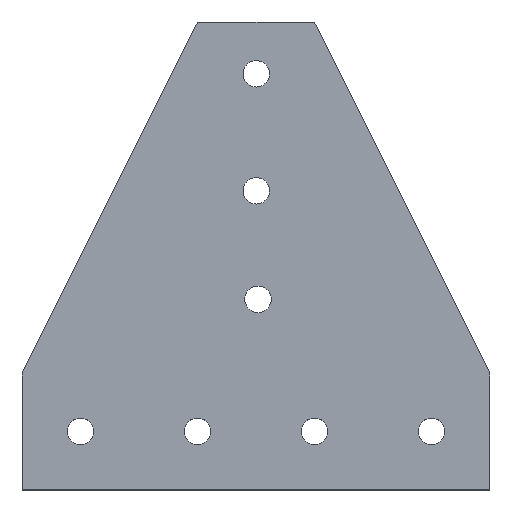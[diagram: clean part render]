
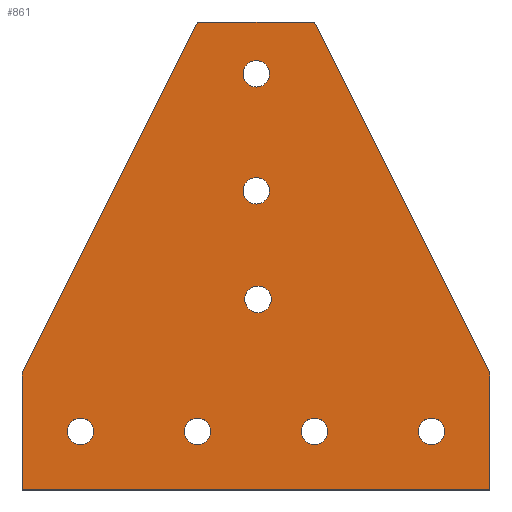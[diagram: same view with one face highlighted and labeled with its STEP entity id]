
A CAD part, top view. The second image highlights one B-rep face of the part: STEP entity #861.
In plain terms, the highlighted planar face has unit normal (0, 0, 1).
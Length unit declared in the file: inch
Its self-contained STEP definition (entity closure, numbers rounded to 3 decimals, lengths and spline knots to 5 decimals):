
#135=CARTESIAN_POINT('',(1.67,0.0,0.25));
#136=VERTEX_POINT('',#135);
#145=CARTESIAN_POINT('',(1.33,0.,0.25));
#146=VERTEX_POINT('',#145);
#147=CARTESIAN_POINT('',(1.5,0.0,0.25));
#148=DIRECTION('',(0.0,0.0,-1.0));
#149=DIRECTION('',(1.0,0.0,0.0));
#150=AXIS2_PLACEMENT_3D('',#147,#148,#149);
#151=CIRCLE('',#150,0.17);
#152=EDGE_CURVE('',#146,#136,#151,.T.);
#177=CARTESIAN_POINT('',(3.17,0.0,0.25));
#178=VERTEX_POINT('',#177);
#187=CARTESIAN_POINT('',(2.83,0.,0.25));
#188=VERTEX_POINT('',#187);
#189=CARTESIAN_POINT('',(3.0,0.0,0.25));
#190=DIRECTION('',(0.0,0.0,-1.0));
#191=DIRECTION('',(1.0,0.0,0.0));
#192=AXIS2_PLACEMENT_3D('',#189,#190,#191);
#193=CIRCLE('',#192,0.17);
#194=EDGE_CURVE('',#188,#178,#193,.T.);
#219=CARTESIAN_POINT('',(2.4455,1.6939,0.25));
#220=VERTEX_POINT('',#219);
#229=CARTESIAN_POINT('',(2.1055,1.6939,0.25));
#230=VERTEX_POINT('',#229);
#231=CARTESIAN_POINT('',(2.2755,1.6939,0.25));
#232=DIRECTION('',(0.0,0.0,-1.0));
#233=DIRECTION('',(1.0,0.0,0.0));
#234=AXIS2_PLACEMENT_3D('',#231,#232,#233);
#235=CIRCLE('',#234,0.17);
#236=EDGE_CURVE('',#230,#220,#235,.T.);
#261=CARTESIAN_POINT('',(2.42488,4.58538,0.25));
#262=VERTEX_POINT('',#261);
#271=CARTESIAN_POINT('',(2.08488,4.58538,0.25));
#272=VERTEX_POINT('',#271);
#273=CARTESIAN_POINT('',(2.25488,4.58538,0.25));
#274=DIRECTION('',(0.0,0.0,-1.0));
#275=DIRECTION('',(1.0,0.0,0.0));
#276=AXIS2_PLACEMENT_3D('',#273,#274,#275);
#277=CIRCLE('',#276,0.17);
#278=EDGE_CURVE('',#272,#262,#277,.T.);
#303=CARTESIAN_POINT('',(2.42488,3.08538,0.25));
#304=VERTEX_POINT('',#303);
#313=CARTESIAN_POINT('',(2.08488,3.08538,0.25));
#314=VERTEX_POINT('',#313);
#315=CARTESIAN_POINT('',(2.25488,3.08538,0.25));
#316=DIRECTION('',(0.0,0.0,-1.0));
#317=DIRECTION('',(1.0,0.0,0.0));
#318=AXIS2_PLACEMENT_3D('',#315,#316,#317);
#319=CIRCLE('',#318,0.17);
#320=EDGE_CURVE('',#314,#304,#319,.T.);
#345=CARTESIAN_POINT('',(4.67,0.0,0.25));
#346=VERTEX_POINT('',#345);
#355=CARTESIAN_POINT('',(4.33,0.,0.25));
#356=VERTEX_POINT('',#355);
#357=CARTESIAN_POINT('',(4.5,0.0,0.25));
#358=DIRECTION('',(0.0,0.0,-1.0));
#359=DIRECTION('',(1.0,0.0,0.0));
#360=AXIS2_PLACEMENT_3D('',#357,#358,#359);
#361=CIRCLE('',#360,0.17);
#362=EDGE_CURVE('',#356,#346,#361,.T.);
#387=CARTESIAN_POINT('',(0.17,0.0,0.25));
#388=VERTEX_POINT('',#387);
#397=CARTESIAN_POINT('',(-0.17,0.,0.25));
#398=VERTEX_POINT('',#397);
#399=CARTESIAN_POINT('',(0.0,0.0,0.25));
#400=DIRECTION('',(0.0,0.0,-1.0));
#401=DIRECTION('',(1.0,0.0,0.0));
#402=AXIS2_PLACEMENT_3D('',#399,#400,#401);
#403=CIRCLE('',#402,0.17);
#404=EDGE_CURVE('',#398,#388,#403,.T.);
#438=CARTESIAN_POINT('',(0.0,0.0,0.25));
#439=DIRECTION('',(0.0,0.0,-1.0));
#440=DIRECTION('',(1.0,0.0,0.0));
#441=AXIS2_PLACEMENT_3D('',#438,#439,#440);
#442=CIRCLE('',#441,0.17);
#443=EDGE_CURVE('',#388,#398,#442,.T.);
#462=CARTESIAN_POINT('',(4.5,0.0,0.25));
#463=DIRECTION('',(0.0,0.0,-1.0));
#464=DIRECTION('',(1.0,0.0,0.0));
#465=AXIS2_PLACEMENT_3D('',#462,#463,#464);
#466=CIRCLE('',#465,0.17);
#467=EDGE_CURVE('',#346,#356,#466,.T.);
#486=CARTESIAN_POINT('',(2.25488,3.08538,0.25));
#487=DIRECTION('',(0.0,0.0,-1.0));
#488=DIRECTION('',(1.0,0.0,0.0));
#489=AXIS2_PLACEMENT_3D('',#486,#487,#488);
#490=CIRCLE('',#489,0.17);
#491=EDGE_CURVE('',#304,#314,#490,.T.);
#510=CARTESIAN_POINT('',(2.25488,4.58538,0.25));
#511=DIRECTION('',(0.0,0.0,-1.0));
#512=DIRECTION('',(1.0,0.0,0.0));
#513=AXIS2_PLACEMENT_3D('',#510,#511,#512);
#514=CIRCLE('',#513,0.17);
#515=EDGE_CURVE('',#262,#272,#514,.T.);
#534=CARTESIAN_POINT('',(2.2755,1.6939,0.25));
#535=DIRECTION('',(0.0,0.0,-1.0));
#536=DIRECTION('',(1.0,0.0,0.0));
#537=AXIS2_PLACEMENT_3D('',#534,#535,#536);
#538=CIRCLE('',#537,0.17);
#539=EDGE_CURVE('',#220,#230,#538,.T.);
#558=CARTESIAN_POINT('',(3.0,0.0,0.25));
#559=DIRECTION('',(0.0,0.0,-1.0));
#560=DIRECTION('',(1.0,0.0,0.0));
#561=AXIS2_PLACEMENT_3D('',#558,#559,#560);
#562=CIRCLE('',#561,0.17);
#563=EDGE_CURVE('',#178,#188,#562,.T.);
#582=CARTESIAN_POINT('',(1.5,0.0,0.25));
#583=DIRECTION('',(0.0,0.0,-1.0));
#584=DIRECTION('',(1.0,0.0,0.0));
#585=AXIS2_PLACEMENT_3D('',#582,#583,#584);
#586=CIRCLE('',#585,0.17);
#587=EDGE_CURVE('',#136,#146,#586,.T.);
#597=CARTESIAN_POINT('',(-0.75,-0.75,0.25));
#598=VERTEX_POINT('',#597);
#599=CARTESIAN_POINT('',(-0.75,0.75,0.25));
#600=VERTEX_POINT('',#599);
#601=CARTESIAN_POINT('',(-0.75,-0.75,0.25));
#602=DIRECTION('',(0.0,1.0,0.0));
#603=VECTOR('',#602,1.5);
#604=LINE('',#601,#603);
#605=EDGE_CURVE('',#598,#600,#604,.T.);
#637=CARTESIAN_POINT('',(1.5,5.25,0.25));
#638=VERTEX_POINT('',#637);
#639=CARTESIAN_POINT('',(-0.75,0.75,0.25));
#640=DIRECTION('',(0.447,0.894,0.0));
#641=VECTOR('',#640,5.03115);
#642=LINE('',#639,#641);
#643=EDGE_CURVE('',#600,#638,#642,.T.);
#668=CARTESIAN_POINT('',(3.0,5.25,0.25));
#669=VERTEX_POINT('',#668);
#670=CARTESIAN_POINT('',(1.5,5.25,0.25));
#671=DIRECTION('',(1.0,0.0,0.0));
#672=VECTOR('',#671,1.5);
#673=LINE('',#670,#672);
#674=EDGE_CURVE('',#638,#669,#673,.T.);
#699=CARTESIAN_POINT('',(5.25,0.75,0.25));
#700=VERTEX_POINT('',#699);
#701=CARTESIAN_POINT('',(3.0,5.25,0.25));
#702=DIRECTION('',(0.447,-0.894,0.0));
#703=VECTOR('',#702,5.03115);
#704=LINE('',#701,#703);
#705=EDGE_CURVE('',#669,#700,#704,.T.);
#730=CARTESIAN_POINT('',(5.25,-0.75,0.25));
#731=VERTEX_POINT('',#730);
#732=CARTESIAN_POINT('',(5.25,0.75,0.25));
#733=DIRECTION('',(0.0,-1.0,0.0));
#734=VECTOR('',#733,1.5);
#735=LINE('',#732,#734);
#736=EDGE_CURVE('',#700,#731,#735,.T.);
#761=CARTESIAN_POINT('',(5.25,-0.75,0.25));
#762=DIRECTION('',(-1.0,0.0,0.0));
#763=VECTOR('',#762,6.0);
#764=LINE('',#761,#763);
#765=EDGE_CURVE('',#731,#598,#764,.T.);
#820=CARTESIAN_POINT('',(-0.75,-0.75,0.25));
#821=DIRECTION('',(0.0,0.0,-1.0));
#822=DIRECTION('',(-1.0,0.0,0.0));
#823=AXIS2_PLACEMENT_3D('',#820,#821,#822);
#824=PLANE('',#823);
#825=ORIENTED_EDGE('',*,*,#605,.F.);
#826=ORIENTED_EDGE('',*,*,#765,.F.);
#827=ORIENTED_EDGE('',*,*,#736,.F.);
#828=ORIENTED_EDGE('',*,*,#705,.F.);
#829=ORIENTED_EDGE('',*,*,#674,.F.);
#830=ORIENTED_EDGE('',*,*,#643,.F.);
#831=EDGE_LOOP('',(#825,#826,#827,#828,#829,#830));
#832=FACE_OUTER_BOUND('',#831,.T.);
#833=ORIENTED_EDGE('',*,*,#443,.T.);
#834=ORIENTED_EDGE('',*,*,#404,.T.);
#835=EDGE_LOOP('',(#833,#834));
#836=FACE_BOUND('',#835,.T.);
#837=ORIENTED_EDGE('',*,*,#467,.T.);
#838=ORIENTED_EDGE('',*,*,#362,.T.);
#839=EDGE_LOOP('',(#837,#838));
#840=FACE_BOUND('',#839,.T.);
#841=ORIENTED_EDGE('',*,*,#491,.T.);
#842=ORIENTED_EDGE('',*,*,#320,.T.);
#843=EDGE_LOOP('',(#841,#842));
#844=FACE_BOUND('',#843,.T.);
#845=ORIENTED_EDGE('',*,*,#515,.T.);
#846=ORIENTED_EDGE('',*,*,#278,.T.);
#847=EDGE_LOOP('',(#845,#846));
#848=FACE_BOUND('',#847,.T.);
#849=ORIENTED_EDGE('',*,*,#539,.T.);
#850=ORIENTED_EDGE('',*,*,#236,.T.);
#851=EDGE_LOOP('',(#849,#850));
#852=FACE_BOUND('',#851,.T.);
#853=ORIENTED_EDGE('',*,*,#563,.T.);
#854=ORIENTED_EDGE('',*,*,#194,.T.);
#855=EDGE_LOOP('',(#853,#854));
#856=FACE_BOUND('',#855,.T.);
#857=ORIENTED_EDGE('',*,*,#587,.T.);
#858=ORIENTED_EDGE('',*,*,#152,.T.);
#859=EDGE_LOOP('',(#857,#858));
#860=FACE_BOUND('',#859,.T.);
#861=ADVANCED_FACE('',(#832,#836,#840,#844,#848,#852,#856,#860),#824,.F.);
